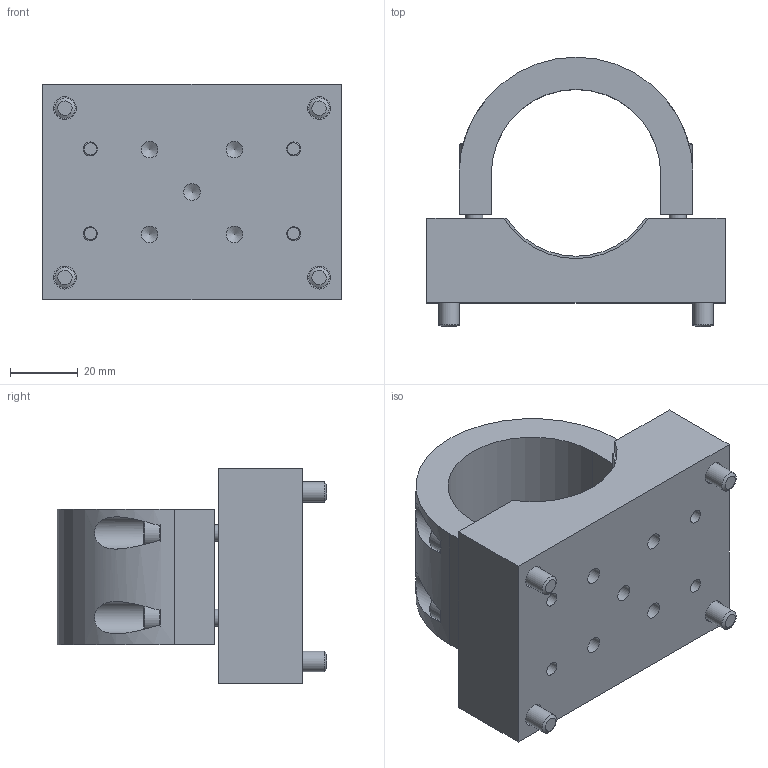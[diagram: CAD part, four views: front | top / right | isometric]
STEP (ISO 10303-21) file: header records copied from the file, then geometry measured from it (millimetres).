
FILE_DESCRIPTION(/* description */ ('FLAT MOUNT ASS''Y, METRIC'),/* implementation_level */ '2;1');
FILE_NAME(/* name */ 'Jesse''80370_0.stp',/* time_stamp */ '2018-03-05T15:02:31-05:00',/* author */ ('Williamson'),/* organization */ ('NAVITAR'),/* preprocessor_version */ 'ST-DEVELOPER v16.13',/* originating_system */ 'Autodesk Inventor 2018',/* authorisation */ '');
FILE_SCHEMA (('AUTOMOTIVE_DESIGN { 1 0 10303 214 3 1 1 }'));
Length unit declared in the file: inch
Products named in the file (5): 1-80370; 3-80363; 3-80364; 8-7693; 8-7492
Assembly tree (10 placements, depth 2):
  1-80370
    3-80363
    3-80364
    8-7693  x4
    8-7492  x4
Bounding box: 88 x 79.5 x 63.5 mm (x, y, z)
Volume: 154694.8 mm3; surface area: 43201 mm2
Topology: 10 solids, 10 shells, 192 faces, 407 edges, 263 vertices
Faces by surface type: plane 109, cylinder 54, cone 25, torus 4
Full cylindrical faces by diameter (mm): 3.614 x4, 4.14 x4, 4.928 x5, 4.984 x4, 5 x4, 5.588 x4, 6 x4, 6.8 x4, 8.5 x4, 10 x4, 11 x4
Entity records: 2742 total; most frequent: CARTESIAN_POINT 528, DIRECTION 446, ORIENTED_EDGE 322, AXIS2_PLACEMENT_3D 181, EDGE_LOOP 168, EDGE_CURVE 161, VERTEX_POINT 127, FACE_OUTER_BOUND 93
